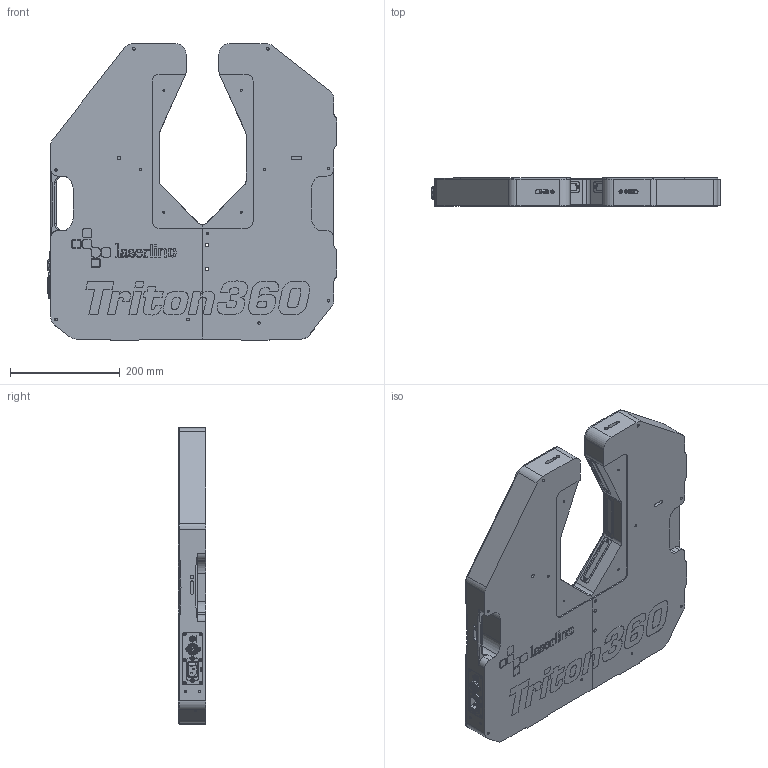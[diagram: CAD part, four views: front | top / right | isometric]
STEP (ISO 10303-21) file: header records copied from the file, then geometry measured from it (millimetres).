
FILE_DESCRIPTION (( 'STEP AP203' ), '1' );
FILE_NAME ('00360-01 Triton360 Triple-Axis Micrometer.STEP', '2014-10-02T15:59:43', ( 'Mark' ), ( '' ), 'SwSTEP 2.0', 'SolidWorks 2014', '' );
FILE_SCHEMA (( 'CONFIG_CONTROL_DESIGN' ));
Products named in the file (1): 00360-01 Triton360 Triple-Axis Micrometer
Bounding box: 527.91 x 50.73 x 541.78 mm (x, y, z)
Surface area: 856388.7 mm2 (no closed solid volume)
Topology: 0 solids, 390 shells, 1583 faces, 8651 edges, 7240 vertices
Faces by surface type: plane 783, cylinder 359, cone 322, bspline 73, torus 38, sphere 8
Entity records: 100031 total; most frequent: CARTESIAN_POINT 37395, DIRECTION 11633, ORIENTED_EDGE 10867, EDGE_CURVE 8595, VERTEX_POINT 7240, VECTOR 4509, LINE 4509, AXIS2_PLACEMENT_3D 3562
